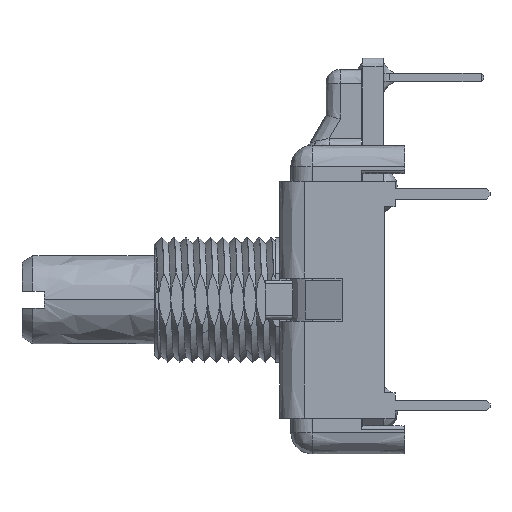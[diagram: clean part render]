
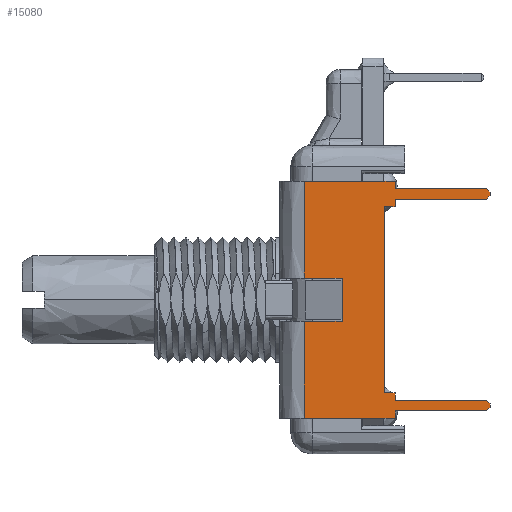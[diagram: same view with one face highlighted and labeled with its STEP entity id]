
A CAD part, left-side view. The second image highlights one B-rep face of the part: STEP entity #15080.
In plain terms, the highlighted free-form (B-spline) face has degree [1, 1] with [2, 2] control points.
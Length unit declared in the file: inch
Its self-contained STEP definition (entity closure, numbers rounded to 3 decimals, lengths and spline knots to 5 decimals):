
#601=DIRECTION('',(0.,0.,-1.));
#602=VECTOR('',#601,0.2745);
#603=CARTESIAN_POINT('',(-0.46,0.162,0.336));
#604=LINE('',#603,#602);
#640=DIRECTION('',(0.,0.,-1.));
#641=VECTOR('',#640,0.2745);
#642=CARTESIAN_POINT('',(-0.46,0.162,-0.0615));
#643=LINE('',#642,#641);
#647=DIRECTION('',(0.,1.,0.));
#648=VECTOR('',#647,0.25746);
#649=CARTESIAN_POINT('',(-0.46,-0.09546,0.336));
#650=LINE('',#649,#648);
#654=DIRECTION('',(0.,0.,1.));
#655=VECTOR('',#654,0.021);
#656=CARTESIAN_POINT('',(-0.46,-0.09546,0.315));
#657=LINE('',#656,#655);
#661=DIRECTION('',(0.,1.,0.));
#662=VECTOR('',#661,0.259);
#663=CARTESIAN_POINT('',(-0.46,-0.35446,0.315));
#664=LINE('',#663,#662);
#668=DIRECTION('',(0.,0.707,0.707));
#669=VECTOR('',#668,0.01414);
#670=CARTESIAN_POINT('',(-0.46,-0.36446,0.305));
#671=LINE('',#670,#669);
#675=DIRECTION('',(0.,0.,1.));
#676=VECTOR('',#675,0.01);
#677=CARTESIAN_POINT('',(-0.46,-0.36446,0.295));
#678=LINE('',#677,#676);
#682=DIRECTION('',(0.,-0.707,0.707));
#683=VECTOR('',#682,0.01414);
#684=CARTESIAN_POINT('',(-0.46,-0.35446,0.285));
#685=LINE('',#684,#683);
#689=DIRECTION('',(0.,-1.,0.));
#690=VECTOR('',#689,0.259);
#691=CARTESIAN_POINT('',(-0.46,-0.09546,0.285));
#692=LINE('',#691,#690);
#696=DIRECTION('',(0.,0.,1.));
#697=VECTOR('',#696,0.021);
#698=CARTESIAN_POINT('',(-0.46,-0.09546,0.264));
#699=LINE('',#698,#697);
#703=DIRECTION('',(0.,-1.,0.));
#704=VECTOR('',#703,0.03);
#705=CARTESIAN_POINT('',(-0.46,-0.06546,0.264));
#706=LINE('',#705,#704);
#710=DIRECTION('',(0.,0.,1.));
#711=VECTOR('',#710,0.528);
#712=CARTESIAN_POINT('',(-0.46,-0.06546,-0.264));
#713=LINE('',#712,#711);
#717=DIRECTION('',(0.,1.,0.));
#718=VECTOR('',#717,0.03);
#719=CARTESIAN_POINT('',(-0.46,-0.09546,-0.264));
#720=LINE('',#719,#718);
#724=DIRECTION('',(0.,0.,1.));
#725=VECTOR('',#724,0.021);
#726=CARTESIAN_POINT('',(-0.46,-0.09546,-0.285));
#727=LINE('',#726,#725);
#731=DIRECTION('',(0.,1.,0.));
#732=VECTOR('',#731,0.259);
#733=CARTESIAN_POINT('',(-0.46,-0.35446,-0.285));
#734=LINE('',#733,#732);
#738=DIRECTION('',(0.,0.707,0.707));
#739=VECTOR('',#738,0.01414);
#740=CARTESIAN_POINT('',(-0.46,-0.36446,-0.295));
#741=LINE('',#740,#739);
#745=DIRECTION('',(0.,0.,1.));
#746=VECTOR('',#745,0.01);
#747=CARTESIAN_POINT('',(-0.46,-0.36446,-0.305));
#748=LINE('',#747,#746);
#752=DIRECTION('',(0.,-0.707,0.707));
#753=VECTOR('',#752,0.01414);
#754=CARTESIAN_POINT('',(-0.46,-0.35446,-0.315));
#755=LINE('',#754,#753);
#759=DIRECTION('',(0.,-1.,0.));
#760=VECTOR('',#759,0.259);
#761=CARTESIAN_POINT('',(-0.46,-0.09546,-0.315));
#762=LINE('',#761,#760);
#766=DIRECTION('',(0.,0.,1.));
#767=VECTOR('',#766,0.021);
#768=CARTESIAN_POINT('',(-0.46,-0.09546,-0.336));
#769=LINE('',#768,#767);
#773=DIRECTION('',(0.,-1.,0.));
#774=VECTOR('',#773,0.25746);
#775=CARTESIAN_POINT('',(-0.46,0.162,-0.336));
#776=LINE('',#775,#774);
#780=DIRECTION('',(0.,1.,0.));
#781=VECTOR('',#780,0.10746);
#782=CARTESIAN_POINT('',(-0.46,0.05454,-0.0615));
#783=LINE('',#782,#781);
#787=DIRECTION('',(0.,0.,-1.));
#788=VECTOR('',#787,0.123);
#789=CARTESIAN_POINT('',(-0.46,0.05454,0.0615));
#790=LINE('',#789,#788);
#794=DIRECTION('',(0.,-1.,0.));
#795=VECTOR('',#794,0.10746);
#796=CARTESIAN_POINT('',(-0.46,0.162,0.0615));
#797=LINE('',#796,#795);
#13543=CARTESIAN_POINT('',(-0.46,-0.09546,-0.336));
#13544=CARTESIAN_POINT('',(-0.46,-0.09546,-0.315));
#13545=VERTEX_POINT('',#13543);
#13546=VERTEX_POINT('',#13544);
#13547=CARTESIAN_POINT('',(-0.46,-0.09546,-0.285));
#13548=CARTESIAN_POINT('',(-0.46,-0.09546,-0.264));
#13549=VERTEX_POINT('',#13547);
#13550=VERTEX_POINT('',#13548);
#13551=CARTESIAN_POINT('',(-0.46,-0.06546,-0.264));
#13552=VERTEX_POINT('',#13551);
#13553=CARTESIAN_POINT('',(-0.46,-0.06546,0.264));
#13554=VERTEX_POINT('',#13553);
#13555=CARTESIAN_POINT('',(-0.46,-0.09546,0.264));
#13556=VERTEX_POINT('',#13555);
#13557=CARTESIAN_POINT('',(-0.46,-0.09546,0.285));
#13558=VERTEX_POINT('',#13557);
#13559=CARTESIAN_POINT('',(-0.46,-0.09546,0.315));
#13560=CARTESIAN_POINT('',(-0.46,-0.09546,0.336));
#13561=VERTEX_POINT('',#13559);
#13562=VERTEX_POINT('',#13560);
#13595=CARTESIAN_POINT('',(-0.46,0.05454,0.0615));
#13596=CARTESIAN_POINT('',(-0.46,0.05454,-0.0615));
#13597=VERTEX_POINT('',#13595);
#13598=VERTEX_POINT('',#13596);
#13671=CARTESIAN_POINT('',(-0.46,-0.36446,0.305));
#13672=CARTESIAN_POINT('',(-0.46,-0.35446,0.315));
#13673=VERTEX_POINT('',#13671);
#13674=VERTEX_POINT('',#13672);
#13675=CARTESIAN_POINT('',(-0.46,-0.35446,0.285));
#13676=CARTESIAN_POINT('',(-0.46,-0.36446,0.295));
#13677=VERTEX_POINT('',#13675);
#13678=VERTEX_POINT('',#13676);
#13679=CARTESIAN_POINT('',(-0.46,-0.35446,-0.315));
#13680=CARTESIAN_POINT('',(-0.46,-0.36446,-0.305));
#13681=VERTEX_POINT('',#13679);
#13682=VERTEX_POINT('',#13680);
#13683=CARTESIAN_POINT('',(-0.46,-0.36446,-0.295));
#13684=CARTESIAN_POINT('',(-0.46,-0.35446,-0.285));
#13685=VERTEX_POINT('',#13683);
#13686=VERTEX_POINT('',#13684);
#13759=CARTESIAN_POINT('',(-0.46,0.162,0.336));
#13760=VERTEX_POINT('',#13759);
#13761=CARTESIAN_POINT('',(-0.46,0.162,-0.336));
#13762=VERTEX_POINT('',#13761);
#13771=CARTESIAN_POINT('',(-0.46,0.162,0.0615));
#13772=VERTEX_POINT('',#13771);
#13777=CARTESIAN_POINT('',(-0.46,0.162,-0.0615));
#13778=VERTEX_POINT('',#13777);
#15027=CARTESIAN_POINT('',(-0.46,-0.37499,0.34944));
#15028=CARTESIAN_POINT('',(-0.46,-0.37499,-0.34944));
#15029=CARTESIAN_POINT('',(-0.46,0.17253,0.34944));
#15030=CARTESIAN_POINT('',(-0.46,0.17253,-0.34944));
#15031=B_SPLINE_SURFACE_WITH_KNOTS('',1,1,((#15027,#15028),(#15029,#15030)),
.UNSPECIFIED.,.F.,.F.,.F.,(2,2),(2,2),(-1.01553,-0.46801),(
-0.34944,0.34944),.UNSPECIFIED.);
#15032=ORIENTED_EDGE('',*,*,#14966,.F.);
#15034=ORIENTED_EDGE('',*,*,#15033,.F.);
#15036=ORIENTED_EDGE('',*,*,#15035,.F.);
#15038=ORIENTED_EDGE('',*,*,#15037,.F.);
#15040=ORIENTED_EDGE('',*,*,#15039,.F.);
#15042=ORIENTED_EDGE('',*,*,#15041,.F.);
#15044=ORIENTED_EDGE('',*,*,#15043,.F.);
#15046=ORIENTED_EDGE('',*,*,#15045,.F.);
#15048=ORIENTED_EDGE('',*,*,#15047,.F.);
#15050=ORIENTED_EDGE('',*,*,#15049,.F.);
#15052=ORIENTED_EDGE('',*,*,#15051,.F.);
#15054=ORIENTED_EDGE('',*,*,#15053,.F.);
#15056=ORIENTED_EDGE('',*,*,#15055,.F.);
#15058=ORIENTED_EDGE('',*,*,#15057,.F.);
#15060=ORIENTED_EDGE('',*,*,#15059,.F.);
#15062=ORIENTED_EDGE('',*,*,#15061,.F.);
#15064=ORIENTED_EDGE('',*,*,#15063,.F.);
#15066=ORIENTED_EDGE('',*,*,#15065,.F.);
#15068=ORIENTED_EDGE('',*,*,#15067,.F.);
#15070=ORIENTED_EDGE('',*,*,#15069,.F.);
#15071=ORIENTED_EDGE('',*,*,#15010,.F.);
#15073=ORIENTED_EDGE('',*,*,#15072,.F.);
#15075=ORIENTED_EDGE('',*,*,#15074,.F.);
#15077=ORIENTED_EDGE('',*,*,#15076,.F.);
#15078=EDGE_LOOP('',(#15032,#15034,#15036,#15038,#15040,#15042,#15044,#15046,
#15048,#15050,#15052,#15054,#15056,#15058,#15060,#15062,#15064,#15066,#15068,
#15070,#15071,#15073,#15075,#15077));
#15079=FACE_OUTER_BOUND('',#15078,.F.);
#15080=ADVANCED_FACE('',(#15079),#15031,.T.);
#14966=EDGE_CURVE('',#13760,#13772,#604,.T.);
#15010=EDGE_CURVE('',#13778,#13762,#643,.T.);
#15033=EDGE_CURVE('',#13562,#13760,#650,.T.);
#15035=EDGE_CURVE('',#13561,#13562,#657,.T.);
#15037=EDGE_CURVE('',#13674,#13561,#664,.T.);
#15039=EDGE_CURVE('',#13673,#13674,#671,.T.);
#15041=EDGE_CURVE('',#13678,#13673,#678,.T.);
#15043=EDGE_CURVE('',#13677,#13678,#685,.T.);
#15045=EDGE_CURVE('',#13558,#13677,#692,.T.);
#15047=EDGE_CURVE('',#13556,#13558,#699,.T.);
#15049=EDGE_CURVE('',#13554,#13556,#706,.T.);
#15051=EDGE_CURVE('',#13552,#13554,#713,.T.);
#15053=EDGE_CURVE('',#13550,#13552,#720,.T.);
#15055=EDGE_CURVE('',#13549,#13550,#727,.T.);
#15057=EDGE_CURVE('',#13686,#13549,#734,.T.);
#15059=EDGE_CURVE('',#13685,#13686,#741,.T.);
#15061=EDGE_CURVE('',#13682,#13685,#748,.T.);
#15063=EDGE_CURVE('',#13681,#13682,#755,.T.);
#15065=EDGE_CURVE('',#13546,#13681,#762,.T.);
#15067=EDGE_CURVE('',#13545,#13546,#769,.T.);
#15069=EDGE_CURVE('',#13762,#13545,#776,.T.);
#15072=EDGE_CURVE('',#13598,#13778,#783,.T.);
#15074=EDGE_CURVE('',#13597,#13598,#790,.T.);
#15076=EDGE_CURVE('',#13772,#13597,#797,.T.);
